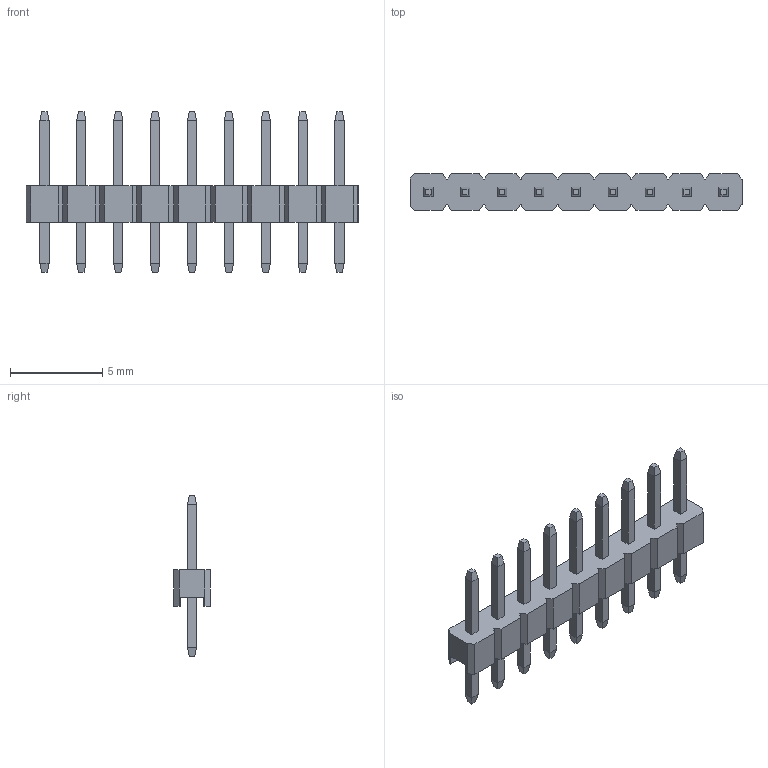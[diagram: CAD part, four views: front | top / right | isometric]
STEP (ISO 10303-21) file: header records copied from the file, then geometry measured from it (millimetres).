
FILE_DESCRIPTION(/* description */ (''),/* implementation_level */ '2;1');
FILE_NAME(/* name */ 'pin header 1x9 pitch 2mm heigth 5mm',/* time_stamp */ '2019-04-03T18:20:48+02:00',/* author */ (''),/* organization */ (''),/* preprocessor_version */ 'ST-DEVELOPER v16.5',/* originating_system */ '',/* authorisation */ '');
FILE_SCHEMA (('AUTOMOTIVE_DESIGN'));
Length unit declared in the file: millimetre
Products named in the file (1): Document
Bounding box: 18 x 2 x 8.7 mm (x, y, z)
Volume: 73.7 mm3; surface area: 351.6 mm2
Topology: 10 solids, 10 shells, 242 faces, 594 edges, 372 vertices
Faces by surface type: plane 242
Entity records: 6173 total; most frequent: CARTESIAN_POINT 1804, ORIENTED_EDGE 1188, EDGE_CURVE 594, B_SPLINE_CURVE_WITH_KNOTS 594, VERTEX_POINT 372, EDGE_LOOP 260, DIRECTION 246, AXIS2_PLACEMENT_3D 244
